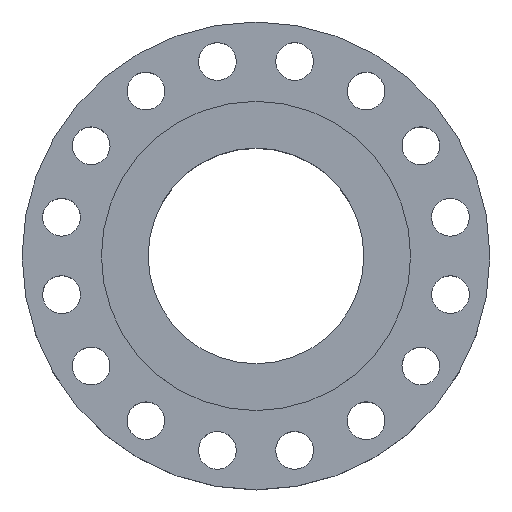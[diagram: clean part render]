
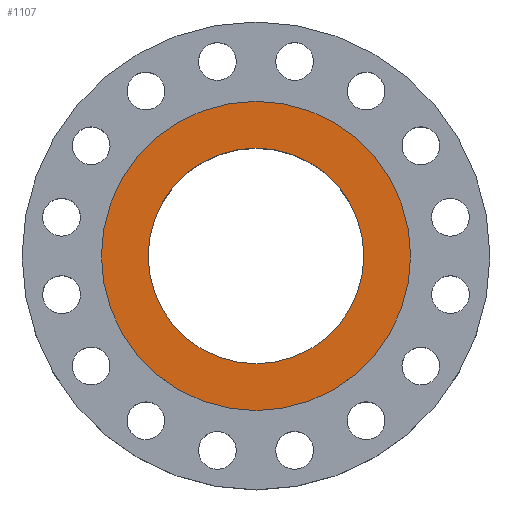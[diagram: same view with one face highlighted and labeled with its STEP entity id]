
A CAD part, top view. The second image highlights one B-rep face of the part: STEP entity #1107.
In plain terms, the highlighted planar face has unit normal (0, 0, 1).
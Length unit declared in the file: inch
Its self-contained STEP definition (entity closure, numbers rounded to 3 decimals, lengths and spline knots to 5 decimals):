
#121 = AXIS2_PLACEMENT_3D ( 'NONE', #330, #1239, #450 ) ;
#153 = EDGE_CURVE ( 'NONE', #1189, #796, #586, .T. ) ;
#215 = ORIENTED_EDGE ( 'NONE', *, *, #340, .T. ) ;
#219 = DIRECTION ( 'NONE',  ( 1., 0., 0. ) ) ;
#220 = DIRECTION ( 'NONE',  ( 1., 0., 0. ) ) ;
#330 = CARTESIAN_POINT ( 'NONE',  ( 0., 0., 0.25 ) ) ;
#340 = EDGE_CURVE ( 'NONE', #435, #1624, #490, .T. ) ;
#355 = FACE_OUTER_BOUND ( 'NONE', #535, .T. ) ;
#359 = CIRCLE ( 'NONE', #575, 9.75 ) ;
#362 = EDGE_CURVE ( 'NONE', #796, #1189, #1501, .T. ) ;
#418 = ORIENTED_EDGE ( 'NONE', *, *, #1625, .T. ) ;
#435 = VERTEX_POINT ( 'NONE', #1114 ) ;
#450 = DIRECTION ( 'NONE',  ( 1., 0., 0. ) ) ;
#490 = CIRCLE ( 'NONE', #121, 9.75 ) ;
#535 = EDGE_LOOP ( 'NONE', ( #418, #215 ) ) ;
#575 = AXIS2_PLACEMENT_3D ( 'NONE', #1280, #617, #219 ) ;
#586 = CIRCLE ( 'NONE', #1564, 6.8 ) ;
#617 = DIRECTION ( 'NONE',  ( 0., 0., 1. ) ) ;
#673 = AXIS2_PLACEMENT_3D ( 'NONE', #897, #1688, #220 ) ;
#733 = DIRECTION ( 'NONE',  ( 1., 0., 0. ) ) ;
#774 = CARTESIAN_POINT ( 'NONE',  ( 6.8, 0., 0.25 ) ) ;
#796 = VERTEX_POINT ( 'NONE', #1355 ) ;
#859 = DIRECTION ( 'NONE',  ( 0., 0., 1. ) ) ;
#897 = CARTESIAN_POINT ( 'NONE',  ( 0., 0., 0.25 ) ) ;
#978 = EDGE_LOOP ( 'NONE', ( #1051, #1068 ) ) ;
#987 = DIRECTION ( 'NONE',  ( 1., 0., 0. ) ) ;
#1051 = ORIENTED_EDGE ( 'NONE', *, *, #362, .F. ) ;
#1058 = AXIS2_PLACEMENT_3D ( 'NONE', #1491, #1367, #987 ) ;
#1068 = ORIENTED_EDGE ( 'NONE', *, *, #153, .F. ) ;
#1107 = ADVANCED_FACE ( 'NONE', ( #1170, #355 ), #1164, .T. ) ;
#1114 = CARTESIAN_POINT ( 'NONE',  ( 9.75, 0., 0.25 ) ) ;
#1164 = PLANE ( 'NONE',  #673 ) ;
#1170 = FACE_BOUND ( 'NONE', #978, .T. ) ;
#1189 = VERTEX_POINT ( 'NONE', #774 ) ;
#1239 = DIRECTION ( 'NONE',  ( 0., 0., 1. ) ) ;
#1257 = CARTESIAN_POINT ( 'NONE',  ( 0., 0., 0.25 ) ) ;
#1280 = CARTESIAN_POINT ( 'NONE',  ( 0., 0., 0.25 ) ) ;
#1355 = CARTESIAN_POINT ( 'NONE',  ( -6.8, 0., 0.25 ) ) ;
#1367 = DIRECTION ( 'NONE',  ( 0., 0., 1. ) ) ;
#1395 = CARTESIAN_POINT ( 'NONE',  ( -9.75, 0., 0.25 ) ) ;
#1491 = CARTESIAN_POINT ( 'NONE',  ( 0., 0., 0.25 ) ) ;
#1501 = CIRCLE ( 'NONE', #1058, 6.8 ) ;
#1564 = AXIS2_PLACEMENT_3D ( 'NONE', #1257, #859, #733 ) ;
#1624 = VERTEX_POINT ( 'NONE', #1395 ) ;
#1625 = EDGE_CURVE ( 'NONE', #1624, #435, #359, .T. ) ;
#1688 = DIRECTION ( 'NONE',  ( 0., 0., 1. ) ) ;
